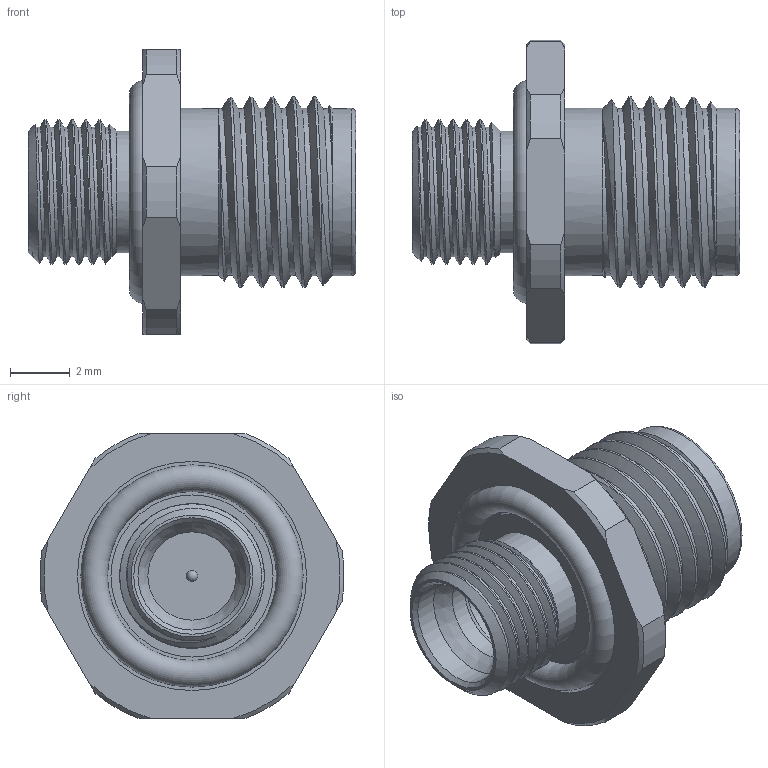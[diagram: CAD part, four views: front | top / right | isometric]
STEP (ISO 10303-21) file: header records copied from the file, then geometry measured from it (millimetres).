
FILE_DESCRIPTION (( 'STEP AP203' ), '1' );
FILE_NAME ('SM8818_3D.step', '2021-01-07T18:39:50', ( '' ), ( '' ), 'SwSTEP 2.0', 'SolidWorks 2018', '' );
FILE_SCHEMA (( 'CONFIG_CONTROL_DESIGN' ));
Length unit declared in the file: inch
Products named in the file (1): SM8818_3D
Bounding box: 10.92 x 10.14 x 9.53 mm (x, y, z)
Volume: 251.7 mm3; surface area: 562.7 mm2
Topology: 2 solids, 2 shells, 74 faces, 185 edges, 119 vertices
Faces by surface type: plane 23, cone 22, cylinder 20, bspline 6, torus 2, sphere 1
Full cylindrical faces by diameter (mm): 0.381 x1, 0.94 x1, 1.194 x1, 2.946 x1, 3.175 x1, 3.607 x1, 4.064 x1, 4.572 x1, 5.407 x1, 5.582 x2, 7.651 x1
Entity records: 4200 total; most frequent: CARTESIAN_POINT 2587, ORIENTED_EDGE 306, DIRECTION 302, EDGE_CURVE 153, AXIS2_PLACEMENT_3D 131, VERTEX_POINT 109, EDGE_LOOP 100, FACE_OUTER_BOUND 86
